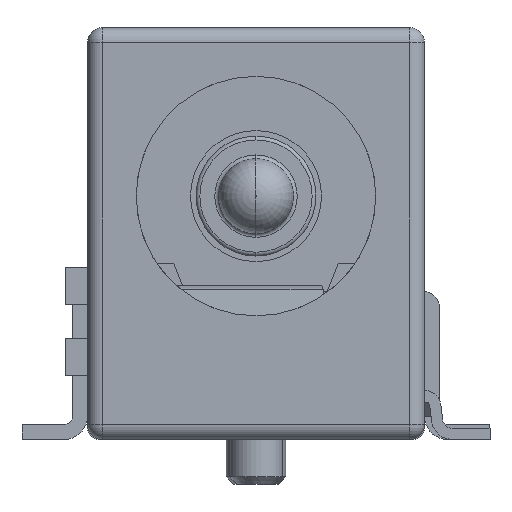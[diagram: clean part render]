
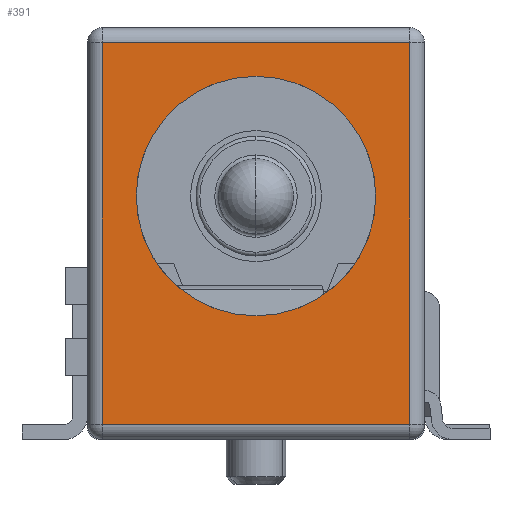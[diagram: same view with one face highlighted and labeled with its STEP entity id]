
A CAD part, front view. The second image highlights one B-rep face of the part: STEP entity #391.
In plain terms, the highlighted planar face has unit normal (0, -1, 0).
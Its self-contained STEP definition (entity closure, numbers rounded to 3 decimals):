
#391=ADVANCED_FACE('',(#1070,#1071),#1072,.F.);
#1070=FACE_OUTER_BOUND('',#2063,.T.);
#1071=FACE_BOUND('',#2064,.T.);
#1072=PLANE('',#2065);
#2063=EDGE_LOOP('',(#3214,#3215,#3216,#3217));
#2064=EDGE_LOOP('',(#3218,#3219,#3220));
#2065=AXIS2_PLACEMENT_3D('',#3221,#3222,#3223);
#3214=ORIENTED_EDGE('',*,*,#5987,.T.);
#3215=ORIENTED_EDGE('',*,*,#5988,.T.);
#3216=ORIENTED_EDGE('',*,*,#5989,.T.);
#3217=ORIENTED_EDGE('',*,*,#5990,.T.);
#3218=ORIENTED_EDGE('',*,*,#5839,.T.);
#3219=ORIENTED_EDGE('',*,*,#5991,.T.);
#3220=ORIENTED_EDGE('',*,*,#5840,.T.);
#3221=CARTESIAN_POINT('',(0.0,-5.95,0.0));
#3222=DIRECTION('',(0.0,1.0,0.0));
#3223=DIRECTION('',(1.0,0.0,-0.0));
#5839=EDGE_CURVE('',#6973,#6970,#6974,.T.);
#5840=EDGE_CURVE('',#6975,#6973,#6976,.T.);
#5987=EDGE_CURVE('',#7230,#7231,#7232,.F.);
#5988=EDGE_CURVE('',#7231,#7233,#7234,.F.);
#5989=EDGE_CURVE('',#7233,#7235,#7236,.F.);
#5990=EDGE_CURVE('',#7235,#7230,#7237,.F.);
#5991=EDGE_CURVE('',#6970,#6975,#7238,.T.);
#6970=VERTEX_POINT('',#8613);
#6973=VERTEX_POINT('',#8617);
#6974=CIRCLE('',#8618,3.2);
#6975=VERTEX_POINT('',#8619);
#6976=CIRCLE('',#8620,3.2);
#7230=VERTEX_POINT('',#8981);
#7231=VERTEX_POINT('',#8982);
#7232=LINE('',#8983,#8984);
#7233=VERTEX_POINT('',#8985);
#7234=LINE('',#8986,#8987);
#7235=VERTEX_POINT('',#8988);
#7236=LINE('',#8989,#8990);
#7237=LINE('',#8991,#8992);
#7238=CIRCLE('',#8993,3.2);
#8613=CARTESIAN_POINT('',(0.,-5.95,-2.2));
#8617=CARTESIAN_POINT('',(3.2,-5.95,1.));
#8618=AXIS2_PLACEMENT_3D('',#10859,#10860,#10861);
#8619=CARTESIAN_POINT('',(0.,-5.95,4.2));
#8620=AXIS2_PLACEMENT_3D('',#10862,#10863,#10864);
#8981=CARTESIAN_POINT('',(-4.1,-5.95,5.1));
#8982=CARTESIAN_POINT('',(-4.1,-5.95,-5.1));
#8983=CARTESIAN_POINT('',(-4.1,-5.95,-5.5));
#8984=VECTOR('',#11038,1000.0);
#8985=CARTESIAN_POINT('',(4.1,-5.95,-5.1));
#8986=CARTESIAN_POINT('',(4.5,-5.95,-5.1));
#8987=VECTOR('',#11039,1000.0);
#8988=CARTESIAN_POINT('',(4.1,-5.95,5.1));
#8989=CARTESIAN_POINT('',(4.1,-5.95,5.5));
#8990=VECTOR('',#11040,1000.0);
#8991=CARTESIAN_POINT('',(-4.5,-5.95,5.1));
#8992=VECTOR('',#11041,1000.0);
#8993=AXIS2_PLACEMENT_3D('',#11042,#11043,#11044);
#10859=CARTESIAN_POINT('',(0.0,-5.95,1.));
#10860=DIRECTION('',(-0.0,1.0,0.0));
#10861=DIRECTION('',(1.0,0.0,0.0));
#10862=CARTESIAN_POINT('',(0.0,-5.95,1.));
#10863=DIRECTION('',(-0.0,1.0,0.0));
#10864=DIRECTION('',(1.0,0.0,0.0));
#11038=DIRECTION('',(0.,0.0,1.0));
#11039=DIRECTION('',(-1.0,0.0,0.0));
#11040=DIRECTION('',(0.,0.0,-1.0));
#11041=DIRECTION('',(1.0,0.0,0.0));
#11042=CARTESIAN_POINT('',(0.0,-5.95,1.));
#11043=DIRECTION('',(-0.0,1.0,0.0));
#11044=DIRECTION('',(1.0,0.0,0.0));
